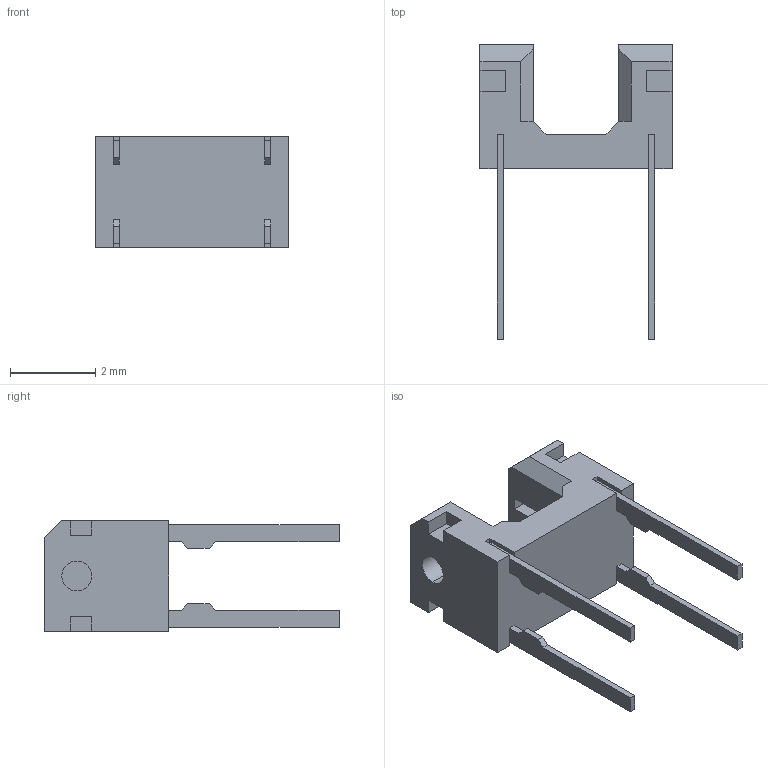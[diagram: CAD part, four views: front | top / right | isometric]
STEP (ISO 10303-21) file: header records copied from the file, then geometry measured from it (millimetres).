
FILE_DESCRIPTION (( 'STEP AP214' ), '1' );
FILE_NAME ('GP1S093HCZ0F.STEP', '2018-09-21T22:23:03', ( '' ), ( '' ), 'SwSTEP 2.0', 'SolidWorks 2017', '' );
FILE_SCHEMA (( 'AUTOMOTIVE_DESIGN' ));
Length unit declared in the file: millimetre
Products named in the file (1): GP1S093HCZ0F
Bounding box: 4.5 x 6.9 x 2.6 mm (x, y, z)
Volume: 22.4 mm3; surface area: 97.7 mm2
Topology: 5 solids, 5 shells, 110 faces, 284 edges, 188 vertices
Faces by surface type: plane 106, cylinder 4
Entity records: 3354 total; most frequent: CARTESIAN_POINT 583, ORIENTED_EDGE 568, DIRECTION 514, EDGE_CURVE 284, VECTOR 276, LINE 276, VERTEX_POINT 188, AXIS2_PLACEMENT_3D 119
